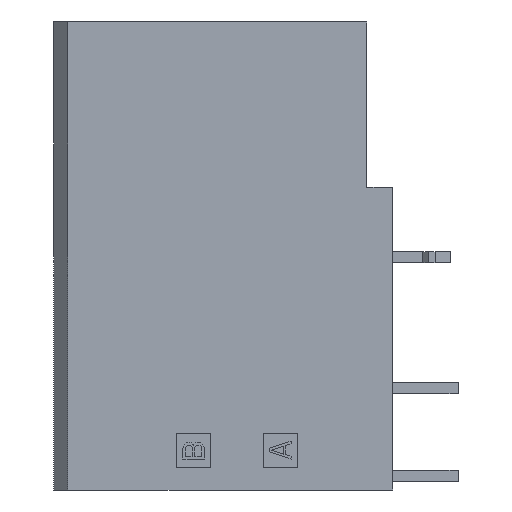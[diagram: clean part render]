
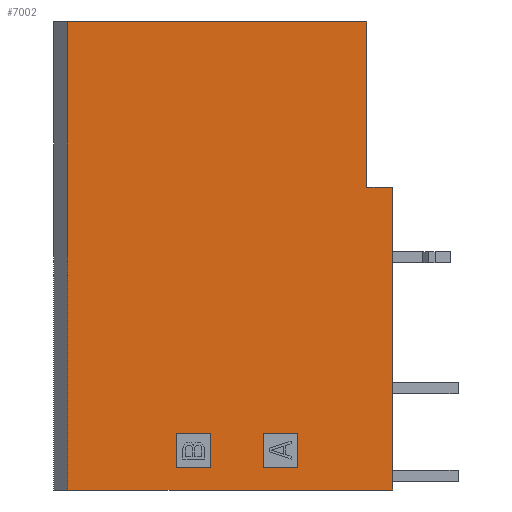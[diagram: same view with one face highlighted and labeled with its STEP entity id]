
A CAD part, left-side view. The second image highlights one B-rep face of the part: STEP entity #7002.
In plain terms, the highlighted planar face has unit normal (-1, 0, 0).
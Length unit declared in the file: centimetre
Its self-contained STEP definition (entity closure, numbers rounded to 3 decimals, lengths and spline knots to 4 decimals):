
#167=FACE_BOUND('',#752,.T.);
#168=FACE_BOUND('',#753,.T.);
#374=FACE_OUTER_BOUND('',#751,.T.);
#751=EDGE_LOOP('',(#5526,#5527,#5528,#5529,#5530,#5531));
#752=EDGE_LOOP('',(#5532,#5533,#5534,#5535));
#753=EDGE_LOOP('',(#5536,#5537,#5538,#5539));
#971=LINE('',#9314,#1941);
#1460=LINE('',#10300,#2430);
#1461=LINE('',#10303,#2431);
#1462=LINE('',#10305,#2432);
#1463=LINE('',#10307,#2433);
#1464=LINE('',#10308,#2434);
#1465=LINE('',#10311,#2435);
#1466=LINE('',#10313,#2436);
#1467=LINE('',#10315,#2437);
#1468=LINE('',#10316,#2438);
#1469=LINE('',#10319,#2439);
#1470=LINE('',#10321,#2440);
#1471=LINE('',#10323,#2441);
#1472=LINE('',#10324,#2442);
#1941=VECTOR('',#7585,1.737);
#2430=VECTOR('',#8440,2.718);
#2431=VECTOR('',#8443,0.96);
#2432=VECTOR('',#8444,1.887);
#2433=VECTOR('',#8445,1.758);
#2434=VECTOR('',#8446,0.15);
#2435=VECTOR('',#8447,0.2);
#2436=VECTOR('',#8448,0.2);
#2437=VECTOR('',#8449,0.2);
#2438=VECTOR('',#8450,0.2);
#2439=VECTOR('',#8451,0.2);
#2440=VECTOR('',#8452,0.2);
#2441=VECTOR('',#8453,0.2);
#2442=VECTOR('',#8454,0.2);
#2911=VERTEX_POINT('',#9311);
#2912=VERTEX_POINT('',#9313);
#3226=VERTEX_POINT('',#10298);
#3227=VERTEX_POINT('',#10302);
#3228=VERTEX_POINT('',#10304);
#3229=VERTEX_POINT('',#10306);
#3230=VERTEX_POINT('',#10309);
#3231=VERTEX_POINT('',#10310);
#3232=VERTEX_POINT('',#10312);
#3233=VERTEX_POINT('',#10314);
#3234=VERTEX_POINT('',#10317);
#3235=VERTEX_POINT('',#10318);
#3236=VERTEX_POINT('',#10320);
#3237=VERTEX_POINT('',#10322);
#3555=EDGE_CURVE('',#2911,#2912,#971,.T.);
#4044=EDGE_CURVE('',#2911,#3226,#1460,.T.);
#4045=EDGE_CURVE('',#2912,#3227,#1461,.T.);
#4046=EDGE_CURVE('',#3228,#3226,#1462,.T.);
#4047=EDGE_CURVE('',#3228,#3229,#1463,.T.);
#4048=EDGE_CURVE('',#3229,#3227,#1464,.T.);
#4049=EDGE_CURVE('',#3230,#3231,#1465,.T.);
#4050=EDGE_CURVE('',#3232,#3230,#1466,.T.);
#4051=EDGE_CURVE('',#3233,#3232,#1467,.T.);
#4052=EDGE_CURVE('',#3231,#3233,#1468,.T.);
#4053=EDGE_CURVE('',#3234,#3235,#1469,.T.);
#4054=EDGE_CURVE('',#3236,#3234,#1470,.T.);
#4055=EDGE_CURVE('',#3237,#3236,#1471,.T.);
#4056=EDGE_CURVE('',#3235,#3237,#1472,.T.);
#5526=ORIENTED_EDGE('',*,*,#4045,.F.);
#5527=ORIENTED_EDGE('',*,*,#3555,.F.);
#5528=ORIENTED_EDGE('',*,*,#4044,.T.);
#5529=ORIENTED_EDGE('',*,*,#4046,.F.);
#5530=ORIENTED_EDGE('',*,*,#4047,.T.);
#5531=ORIENTED_EDGE('',*,*,#4048,.T.);
#5532=ORIENTED_EDGE('',*,*,#4049,.F.);
#5533=ORIENTED_EDGE('',*,*,#4050,.F.);
#5534=ORIENTED_EDGE('',*,*,#4051,.F.);
#5535=ORIENTED_EDGE('',*,*,#4052,.F.);
#5536=ORIENTED_EDGE('',*,*,#4053,.F.);
#5537=ORIENTED_EDGE('',*,*,#4054,.F.);
#5538=ORIENTED_EDGE('',*,*,#4055,.F.);
#5539=ORIENTED_EDGE('',*,*,#4056,.F.);
#6640=PLANE('',#7368);
#7002=ADVANCED_FACE('',(#374,#167,#168),#6640,.T.);
#7368=AXIS2_PLACEMENT_3D('',#10301,#8441,#8442);
#7585=DIRECTION('',(0.,-1.,0.));
#8440=DIRECTION('',(0.,0.,-1.));
#8441=DIRECTION('center_axis',(-1.,0.,0.));
#8442=DIRECTION('ref_axis',(0.,-1.,0.));
#8443=DIRECTION('',(0.,0.,-1.));
#8444=DIRECTION('',(0.,1.,0.));
#8445=DIRECTION('',(0.,0.,1.));
#8446=DIRECTION('',(0.,1.,0.));
#8447=DIRECTION('',(0.,-1.,0.));
#8448=DIRECTION('',(0.,0.,-1.));
#8449=DIRECTION('',(0.,1.,0.));
#8450=DIRECTION('',(0.,0.,1.));
#8451=DIRECTION('',(0.,-1.,0.));
#8452=DIRECTION('',(0.,0.,-1.));
#8453=DIRECTION('',(0.,1.,0.));
#8454=DIRECTION('',(0.,0.,1.));
#9311=CARTESIAN_POINT('',(-1.624,1.287,0.));
#9313=CARTESIAN_POINT('',(-1.624,-0.45,0.));
#9314=CARTESIAN_POINT('',(-1.624,1.287,0.));
#10298=CARTESIAN_POINT('',(-1.624,1.287,-2.718));
#10300=CARTESIAN_POINT('',(-1.624,1.287,0.));
#10301=CARTESIAN_POINT('Origin',(-1.624,1.287,0.));
#10302=CARTESIAN_POINT('',(-1.624,-0.45,-0.96));
#10303=CARTESIAN_POINT('',(-1.624,-0.45,0.));
#10304=CARTESIAN_POINT('',(-1.624,-0.6,-2.718));
#10305=CARTESIAN_POINT('',(-1.624,-0.6,-2.718));
#10306=CARTESIAN_POINT('',(-1.624,-0.6,-0.96));
#10307=CARTESIAN_POINT('',(-1.624,-0.6,-2.718));
#10308=CARTESIAN_POINT('',(-1.624,-0.6,-0.96));
#10309=CARTESIAN_POINT('',(-1.624,0.15,-2.588));
#10310=CARTESIAN_POINT('',(-1.624,-0.05,-2.588));
#10311=CARTESIAN_POINT('',(-1.624,0.15,-2.588));
#10312=CARTESIAN_POINT('',(-1.624,0.15,-2.388));
#10313=CARTESIAN_POINT('',(-1.624,0.15,-2.388));
#10314=CARTESIAN_POINT('',(-1.624,-0.05,-2.388));
#10315=CARTESIAN_POINT('',(-1.624,-0.05,-2.388));
#10316=CARTESIAN_POINT('',(-1.624,-0.05,-2.588));
#10317=CARTESIAN_POINT('',(-1.624,0.658,-2.588));
#10318=CARTESIAN_POINT('',(-1.624,0.458,-2.588));
#10319=CARTESIAN_POINT('',(-1.624,0.658,-2.588));
#10320=CARTESIAN_POINT('',(-1.624,0.658,-2.388));
#10321=CARTESIAN_POINT('',(-1.624,0.658,-2.388));
#10322=CARTESIAN_POINT('',(-1.624,0.458,-2.388));
#10323=CARTESIAN_POINT('',(-1.624,0.458,-2.388));
#10324=CARTESIAN_POINT('',(-1.624,0.458,-2.588));
